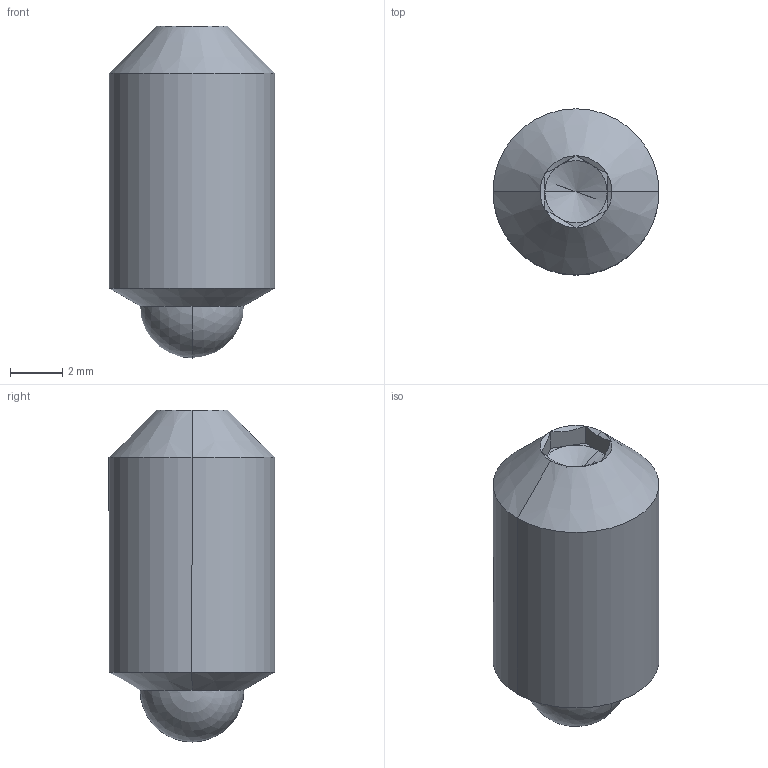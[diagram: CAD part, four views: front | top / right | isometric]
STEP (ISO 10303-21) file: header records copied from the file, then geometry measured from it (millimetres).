
FILE_DESCRIPTION (( 'STEP AP203' ), '1' );
FILE_NAME ('98625A185_NO THREADS_Ultra-Fine-Thread Ball-Point Set Screw.STEP', '2021-09-13T19:51:56', ( 'Administrator' ), ( 'Managed by Terraform' ), 'SwSTEP 2.0', 'SolidWorks 2017', '' );
FILE_SCHEMA (( 'CONFIG_CONTROL_DESIGN' ));
Length unit declared in the file: inch
Products named in the file (1): 98625A185_NO THREADS_Ultra-Fine-Thread Ball-Point Set Screw
Bounding box: 6.35 x 6.35 x 12.7 mm (x, y, z)
Volume: 317.6 mm3; surface area: 260.1 mm2
Topology: 1 solids, 1 shells, 29 faces, 62 edges, 31 vertices
Faces by surface type: cone 13, plane 12, cylinder 2, sphere 2
Entity records: 832 total; most frequent: CARTESIAN_POINT 154, DIRECTION 135, ORIENTED_EDGE 116, EDGE_CURVE 58, AXIS2_PLACEMENT_3D 54, VERTEX_POINT 31, FACE_OUTER_BOUND 29, ADVANCED_FACE 29
